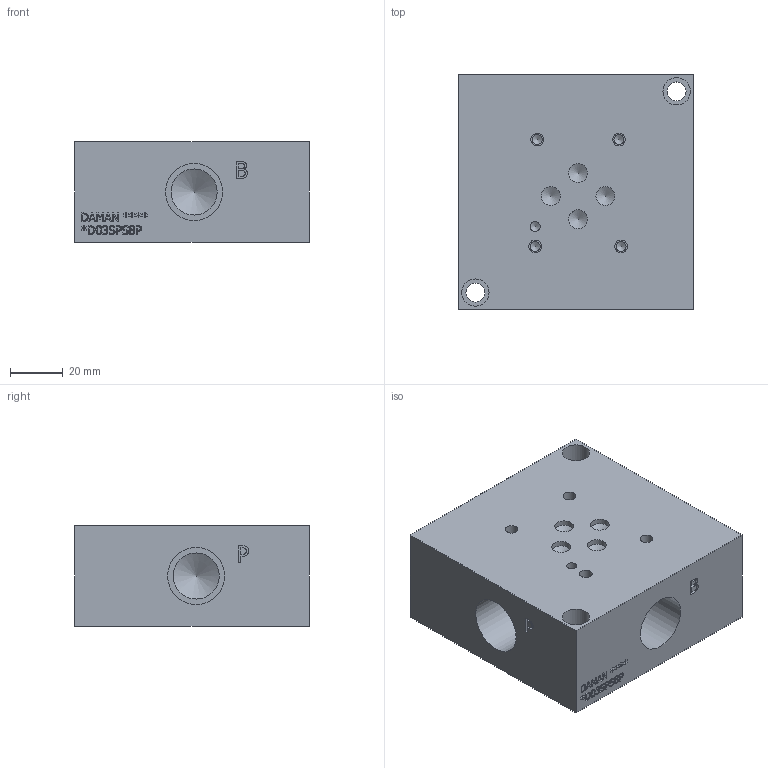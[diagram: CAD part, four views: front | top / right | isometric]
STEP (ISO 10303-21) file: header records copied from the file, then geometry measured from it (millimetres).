
FILE_DESCRIPTION(/* description */ (''),/* implementation_level */ '2;1');
FILE_NAME(/* name */ '_D03SPS8P.stp',/* time_stamp */ '2020-06-01T08:42:46-04:00',/* author */ ('devonn'),/* organization */ (''),/* preprocessor_version */ 'ST-DEVELOPER v17',/* originating_system */ 'Autodesk Inventor 2019',/* authorisation */ '');
FILE_SCHEMA (('AUTOMOTIVE_DESIGN { 1 0 10303 214 3 1 1 }'));
Length unit declared in the file: millimetre
Products named in the file (1): Part_AD03SPS8P.B02090R1_3D
Bounding box: 88.9 x 88.9 x 38.1 mm (x, y, z)
Volume: 270587.8 mm3; surface area: 37426.6 mm2
Topology: 1 solids, 1 shells, 443 faces, 1213 edges, 817 vertices
Faces by surface type: plane 269, bspline 136, cylinder 25, cone 13
Full cylindrical faces by diameter (mm): 3.785 x5, 4.826 x4, 7.137 x4, 7.163 x2, 10.312 x2, 17.475 x4, 21.59 x4
Entity records: 15030 total; most frequent: CARTESIAN_POINT 4229, ORIENTED_EDGE 2400, DIRECTION 1632, EDGE_CURVE 1200, LINE 840, VECTOR 840, VERTEX_POINT 817, EDGE_LOOP 505
